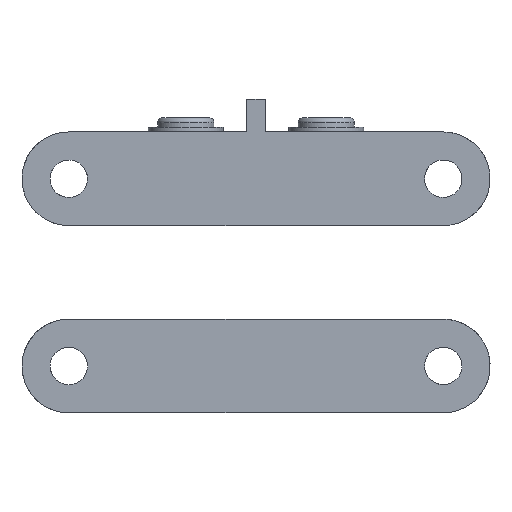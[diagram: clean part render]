
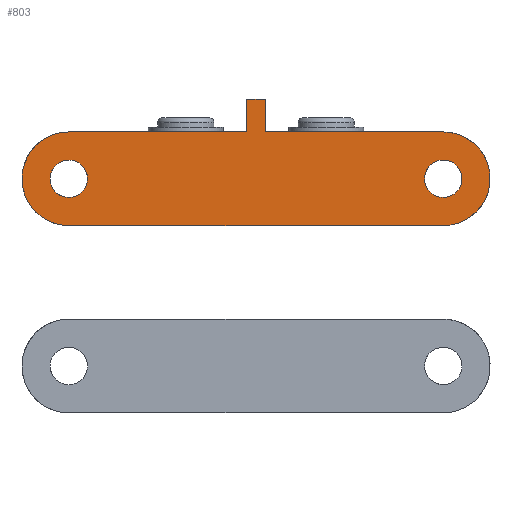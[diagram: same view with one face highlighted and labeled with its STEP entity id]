
A CAD part, front view. The second image highlights one B-rep face of the part: STEP entity #803.
In plain terms, the highlighted free-form (B-spline) face has degree [1, 1] with [2, 2] control points.
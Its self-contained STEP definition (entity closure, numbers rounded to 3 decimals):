
#434 = VERTEX_POINT('',#435);
#435 = CARTESIAN_POINT('',(-16.005,0.,-1.6));
#440 = EDGE_CURVE('',#441,#434,#443,.T.);
#441 = VERTEX_POINT('',#442);
#442 = CARTESIAN_POINT('',(-16.005,0.,1.6));
#443 = B_SPLINE_CURVE_WITH_KNOTS('',3,(#444,#445,#446,#447,#448,#449,
    #450,#451,#452,#453,#454,#455,#456,#457,#458,#459,#460,#461),
  .UNSPECIFIED.,.F.,.F.,(4,2,2,2,2,2,2,2,4),(3.142,
    3.534,3.927,4.32,4.712,
    5.105,5.498,5.89,6.283),
  .UNSPECIFIED.);
#444 = CARTESIAN_POINT('',(-16.005,0.,1.6));
#445 = CARTESIAN_POINT('',(-16.214,0.,1.6));
#446 = CARTESIAN_POINT('',(-16.424,0.,1.559));
#447 = CARTESIAN_POINT('',(-16.811,0.,1.398));
#448 = CARTESIAN_POINT('',(-16.989,0.,1.28));
#449 = CARTESIAN_POINT('',(-17.285,0.,0.984));
#450 = CARTESIAN_POINT('',(-17.403,0.,0.806));
#451 = CARTESIAN_POINT('',(-17.564,0.,0.419));
#452 = CARTESIAN_POINT('',(-17.605,0.,0.21));
#453 = CARTESIAN_POINT('',(-17.605,0.,-0.21));
#454 = CARTESIAN_POINT('',(-17.564,0.,-0.419));
#455 = CARTESIAN_POINT('',(-17.403,0.,-0.806));
#456 = CARTESIAN_POINT('',(-17.285,0.,-0.984));
#457 = CARTESIAN_POINT('',(-16.989,0.,-1.28));
#458 = CARTESIAN_POINT('',(-16.811,0.,-1.398));
#459 = CARTESIAN_POINT('',(-16.424,0.,-1.559));
#460 = CARTESIAN_POINT('',(-16.214,0.,-1.6));
#461 = CARTESIAN_POINT('',(-16.005,0.,-1.6));
#508 = VERTEX_POINT('',#509);
#509 = CARTESIAN_POINT('',(16.005,0.,-1.6));
#514 = EDGE_CURVE('',#515,#508,#517,.T.);
#515 = VERTEX_POINT('',#516);
#516 = CARTESIAN_POINT('',(16.005,0.,1.6));
#517 = B_SPLINE_CURVE_WITH_KNOTS('',3,(#518,#519,#520,#521,#522,#523,
    #524,#525,#526,#527,#528,#529,#530,#531,#532,#533,#534,#535),
  .UNSPECIFIED.,.F.,.F.,(4,2,2,2,2,2,2,2,4),(3.142,
    3.534,3.927,4.32,4.712,
    5.105,5.498,5.89,6.283),
  .UNSPECIFIED.);
#518 = CARTESIAN_POINT('',(16.005,0.,1.6));
#519 = CARTESIAN_POINT('',(15.795,0.,1.6));
#520 = CARTESIAN_POINT('',(15.586,0.,1.559));
#521 = CARTESIAN_POINT('',(15.199,0.,1.398));
#522 = CARTESIAN_POINT('',(15.021,0.,1.28));
#523 = CARTESIAN_POINT('',(14.725,0.,0.984));
#524 = CARTESIAN_POINT('',(14.606,0.,0.806));
#525 = CARTESIAN_POINT('',(14.446,0.,0.419));
#526 = CARTESIAN_POINT('',(14.404,0.,0.21));
#527 = CARTESIAN_POINT('',(14.404,0.,-0.21));
#528 = CARTESIAN_POINT('',(14.446,0.,-0.419));
#529 = CARTESIAN_POINT('',(14.606,0.,-0.806));
#530 = CARTESIAN_POINT('',(14.725,0.,-0.984));
#531 = CARTESIAN_POINT('',(15.021,0.,-1.28));
#532 = CARTESIAN_POINT('',(15.199,0.,-1.398));
#533 = CARTESIAN_POINT('',(15.586,0.,-1.559));
#534 = CARTESIAN_POINT('',(15.795,0.,-1.6));
#535 = CARTESIAN_POINT('',(16.005,0.,-1.6));
#627 = EDGE_CURVE('',#628,#630,#632,.T.);
#628 = VERTEX_POINT('',#629);
#629 = CARTESIAN_POINT('',(-16.005,0.,4.001));
#630 = VERTEX_POINT('',#631);
#631 = CARTESIAN_POINT('',(-0.8,0.,4.001));
#632 = B_SPLINE_CURVE_WITH_KNOTS('',1,(#633,#634),.UNSPECIFIED.,.F.,.F.,
  (2,2),(0.,19.),.PIECEWISE_BEZIER_KNOTS.);
#633 = CARTESIAN_POINT('',(-16.005,0.,4.001));
#634 = CARTESIAN_POINT('',(-0.8,0.,4.001));
#654 = VERTEX_POINT('',#655);
#655 = CARTESIAN_POINT('',(0.8,0.,4.001));
#660 = EDGE_CURVE('',#654,#661,#663,.T.);
#661 = VERTEX_POINT('',#662);
#662 = CARTESIAN_POINT('',(16.005,0.,4.001));
#663 = B_SPLINE_CURVE_WITH_KNOTS('',1,(#664,#665),.UNSPECIFIED.,.F.,.F.,
  (2,2),(0.,19.),.PIECEWISE_BEZIER_KNOTS.);
#664 = CARTESIAN_POINT('',(0.8,0.,4.001));
#665 = CARTESIAN_POINT('',(16.005,0.,4.001));
#803 = ADVANCED_FACE('',(#804,#828,#852),#900,.F.);
#804 = FACE_BOUND('',#805,.T.);
#805 = EDGE_LOOP('',(#806,#827));
#806 = ORIENTED_EDGE('',*,*,#807,.F.);
#807 = EDGE_CURVE('',#434,#441,#808,.T.);
#808 = B_SPLINE_CURVE_WITH_KNOTS('',3,(#809,#810,#811,#812,#813,#814,
    #815,#816,#817,#818,#819,#820,#821,#822,#823,#824,#825,#826),
  .UNSPECIFIED.,.F.,.F.,(4,2,2,2,2,2,2,2,4),(0.,0.393,
    0.785,1.178,1.571,1.963,
    2.356,2.749,3.142),.UNSPECIFIED.);
#809 = CARTESIAN_POINT('',(-16.005,0.,-1.6));
#810 = CARTESIAN_POINT('',(-15.795,0.,-1.6));
#811 = CARTESIAN_POINT('',(-15.586,0.,-1.559));
#812 = CARTESIAN_POINT('',(-15.199,0.,-1.398));
#813 = CARTESIAN_POINT('',(-15.021,0.,-1.28));
#814 = CARTESIAN_POINT('',(-14.725,0.,-0.984));
#815 = CARTESIAN_POINT('',(-14.606,0.,-0.806));
#816 = CARTESIAN_POINT('',(-14.446,0.,-0.419));
#817 = CARTESIAN_POINT('',(-14.404,0.,-0.21));
#818 = CARTESIAN_POINT('',(-14.404,0.,0.21));
#819 = CARTESIAN_POINT('',(-14.446,0.,0.419));
#820 = CARTESIAN_POINT('',(-14.606,0.,0.806));
#821 = CARTESIAN_POINT('',(-14.725,0.,0.984));
#822 = CARTESIAN_POINT('',(-15.021,0.,1.28));
#823 = CARTESIAN_POINT('',(-15.199,0.,1.398));
#824 = CARTESIAN_POINT('',(-15.586,0.,1.559));
#825 = CARTESIAN_POINT('',(-15.795,0.,1.6));
#826 = CARTESIAN_POINT('',(-16.005,0.,1.6));
#827 = ORIENTED_EDGE('',*,*,#440,.F.);
#828 = FACE_BOUND('',#829,.T.);
#829 = EDGE_LOOP('',(#830,#851));
#830 = ORIENTED_EDGE('',*,*,#831,.F.);
#831 = EDGE_CURVE('',#508,#515,#832,.T.);
#832 = B_SPLINE_CURVE_WITH_KNOTS('',3,(#833,#834,#835,#836,#837,#838,
    #839,#840,#841,#842,#843,#844,#845,#846,#847,#848,#849,#850),
  .UNSPECIFIED.,.F.,.F.,(4,2,2,2,2,2,2,2,4),(0.,0.393,
    0.785,1.178,1.571,1.963,
    2.356,2.749,3.142),.UNSPECIFIED.);
#833 = CARTESIAN_POINT('',(16.005,0.,-1.6));
#834 = CARTESIAN_POINT('',(16.214,0.,-1.6));
#835 = CARTESIAN_POINT('',(16.424,0.,-1.559));
#836 = CARTESIAN_POINT('',(16.811,0.,-1.398));
#837 = CARTESIAN_POINT('',(16.989,0.,-1.28));
#838 = CARTESIAN_POINT('',(17.285,0.,-0.984));
#839 = CARTESIAN_POINT('',(17.403,0.,-0.806));
#840 = CARTESIAN_POINT('',(17.564,0.,-0.419));
#841 = CARTESIAN_POINT('',(17.605,0.,-0.21));
#842 = CARTESIAN_POINT('',(17.605,0.,0.21));
#843 = CARTESIAN_POINT('',(17.564,0.,0.419));
#844 = CARTESIAN_POINT('',(17.403,0.,0.806));
#845 = CARTESIAN_POINT('',(17.285,0.,0.984));
#846 = CARTESIAN_POINT('',(16.989,0.,1.28));
#847 = CARTESIAN_POINT('',(16.811,0.,1.398));
#848 = CARTESIAN_POINT('',(16.424,0.,1.559));
#849 = CARTESIAN_POINT('',(16.214,0.,1.6));
#850 = CARTESIAN_POINT('',(16.005,0.,1.6));
#851 = ORIENTED_EDGE('',*,*,#514,.F.);
#852 = FACE_BOUND('',#853,.T.);
#853 = EDGE_LOOP('',(#854,#863,#871,#872,#879,#886,#891,#892));
#854 = ORIENTED_EDGE('',*,*,#855,.T.);
#855 = EDGE_CURVE('',#856,#858,#860,.T.);
#856 = VERTEX_POINT('',#857);
#857 = CARTESIAN_POINT('',(-16.005,0.,-4.001));
#858 = VERTEX_POINT('',#859);
#859 = CARTESIAN_POINT('',(16.005,0.,-4.001));
#860 = B_SPLINE_CURVE_WITH_KNOTS('',1,(#861,#862),.UNSPECIFIED.,.F.,.F.,
  (2,2),(0.,40.),.PIECEWISE_BEZIER_KNOTS.);
#861 = CARTESIAN_POINT('',(-16.005,0.,-4.001));
#862 = CARTESIAN_POINT('',(16.005,0.,-4.001));
#863 = ORIENTED_EDGE('',*,*,#864,.T.);
#864 = EDGE_CURVE('',#858,#661,#865,.T.);
#865 = ( BOUNDED_CURVE() B_SPLINE_CURVE(2,(#866,#867,#868,#869,#870),
.UNSPECIFIED.,.F.,.F.) B_SPLINE_CURVE_WITH_KNOTS((3,2,3),(0.,
1.571,3.142),.PIECEWISE_BEZIER_KNOTS.) CURVE() 
GEOMETRIC_REPRESENTATION_ITEM() RATIONAL_B_SPLINE_CURVE((1.,
0.707,1.,0.707,1.)) REPRESENTATION_ITEM('') );
#866 = CARTESIAN_POINT('',(16.005,0.,-4.001));
#867 = CARTESIAN_POINT('',(20.006,0.,-4.001));
#868 = CARTESIAN_POINT('',(20.006,0.,0.));
#869 = CARTESIAN_POINT('',(20.006,0.,4.001));
#870 = CARTESIAN_POINT('',(16.005,0.,4.001));
#871 = ORIENTED_EDGE('',*,*,#660,.F.);
#872 = ORIENTED_EDGE('',*,*,#873,.F.);
#873 = EDGE_CURVE('',#874,#654,#876,.T.);
#874 = VERTEX_POINT('',#875);
#875 = CARTESIAN_POINT('',(0.8,0.,6.802));
#876 = B_SPLINE_CURVE_WITH_KNOTS('',1,(#877,#878),.UNSPECIFIED.,.F.,.F.,
  (2,2),(0.,3.5),.PIECEWISE_BEZIER_KNOTS.);
#877 = CARTESIAN_POINT('',(0.8,0.,6.802));
#878 = CARTESIAN_POINT('',(0.8,0.,4.001));
#879 = ORIENTED_EDGE('',*,*,#880,.F.);
#880 = EDGE_CURVE('',#881,#874,#883,.T.);
#881 = VERTEX_POINT('',#882);
#882 = CARTESIAN_POINT('',(-0.8,0.,6.802));
#883 = B_SPLINE_CURVE_WITH_KNOTS('',1,(#884,#885),.UNSPECIFIED.,.F.,.F.,
  (2,2),(0.,2.),.PIECEWISE_BEZIER_KNOTS.);
#884 = CARTESIAN_POINT('',(-0.8,0.,6.802));
#885 = CARTESIAN_POINT('',(0.8,0.,6.802));
#886 = ORIENTED_EDGE('',*,*,#887,.T.);
#887 = EDGE_CURVE('',#881,#630,#888,.T.);
#888 = B_SPLINE_CURVE_WITH_KNOTS('',1,(#889,#890),.UNSPECIFIED.,.F.,.F.,
  (2,2),(0.,3.5),.PIECEWISE_BEZIER_KNOTS.);
#889 = CARTESIAN_POINT('',(-0.8,0.,6.802));
#890 = CARTESIAN_POINT('',(-0.8,0.,4.001));
#891 = ORIENTED_EDGE('',*,*,#627,.F.);
#892 = ORIENTED_EDGE('',*,*,#893,.T.);
#893 = EDGE_CURVE('',#628,#856,#894,.T.);
#894 = ( BOUNDED_CURVE() B_SPLINE_CURVE(2,(#895,#896,#897,#898,#899),
.UNSPECIFIED.,.F.,.F.) B_SPLINE_CURVE_WITH_KNOTS((3,2,3),(0.,
1.571,3.142),.PIECEWISE_BEZIER_KNOTS.) CURVE() 
GEOMETRIC_REPRESENTATION_ITEM() RATIONAL_B_SPLINE_CURVE((1.,
0.707,1.,0.707,1.)) REPRESENTATION_ITEM('') );
#895 = CARTESIAN_POINT('',(-16.005,0.,4.001));
#896 = CARTESIAN_POINT('',(-20.006,0.,4.001));
#897 = CARTESIAN_POINT('',(-20.006,0.,0.));
#898 = CARTESIAN_POINT('',(-20.006,0.,-4.001));
#899 = CARTESIAN_POINT('',(-16.005,0.,-4.001));
#900 = B_SPLINE_SURFACE_WITH_KNOTS('',1,1,(
    (#901,#902)
    ,(#903,#904
    )),.UNSPECIFIED.,.F.,.F.,.F.,(2,2),(2,2),(-10.,3.5),(0.,50.),
  .PIECEWISE_BEZIER_KNOTS.);
#901 = CARTESIAN_POINT('',(-20.006,0.,-4.001));
#902 = CARTESIAN_POINT('',(20.006,0.,-4.001));
#903 = CARTESIAN_POINT('',(-20.006,0.,6.802));
#904 = CARTESIAN_POINT('',(20.006,0.,6.802));
